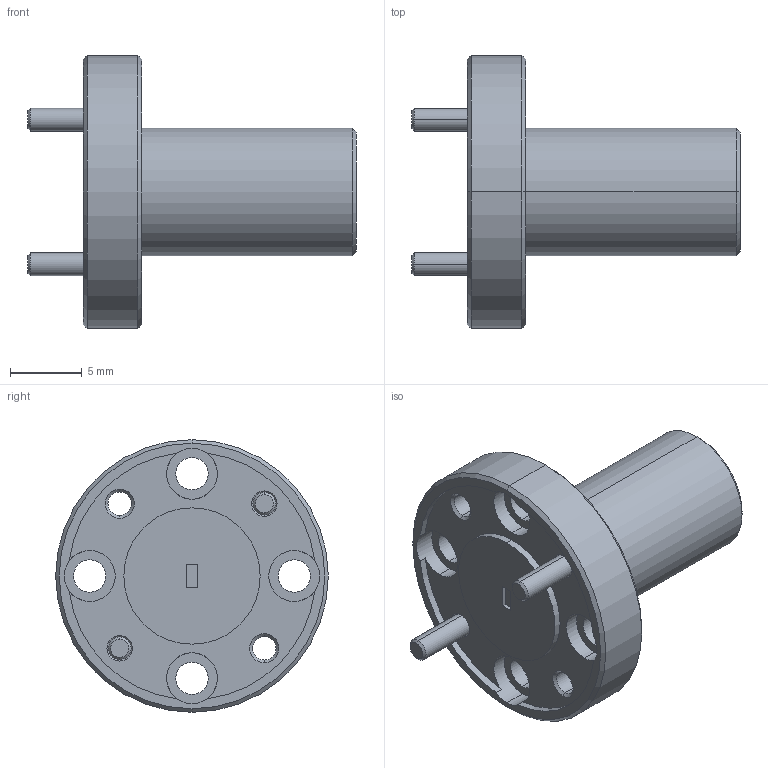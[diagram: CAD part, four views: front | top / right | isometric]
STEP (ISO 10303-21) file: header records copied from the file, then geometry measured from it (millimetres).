
FILE_DESCRIPTION (( 'STEP AP203' ), '1' );
FILE_NAME ('SWL-0623-S1-0.75.STEP', '2025-06-24T18:15:16', ( '' ), ( '' ), 'SwSTEP 2.0', 'SolidWorks 2021', '' );
FILE_SCHEMA (( 'CONFIG_CONTROL_DESIGN' ));
Length unit declared in the file: inch
Products named in the file (1): SWL-0623-S1-0.75
Bounding box: 22.92 x 19.05 x 19.05 mm (x, y, z)
Volume: 1921 mm3; surface area: 1478.2 mm2
Topology: 3 solids, 3 shells, 78 faces, 182 edges, 114 vertices
Faces by surface type: cylinder 38, cone 22, plane 18
Entity records: 2363 total; most frequent: DIRECTION 446, CARTESIAN_POINT 375, ORIENTED_EDGE 364, AXIS2_PLACEMENT_3D 185, EDGE_CURVE 182, VERTEX_POINT 114, CIRCLE 106, EDGE_LOOP 98
